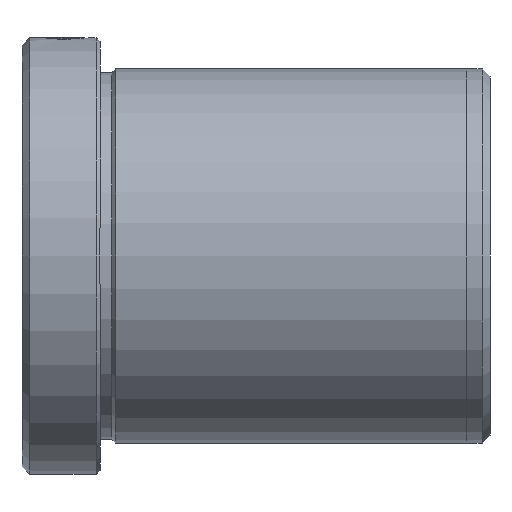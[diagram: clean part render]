
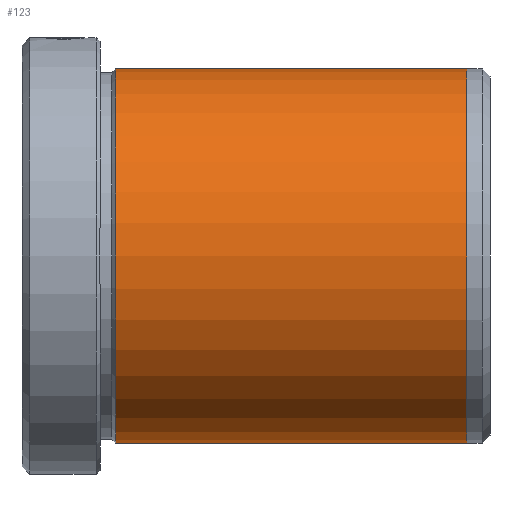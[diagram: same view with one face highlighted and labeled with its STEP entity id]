
A CAD part, left-side view. The second image highlights one B-rep face of the part: STEP entity #123.
In plain terms, the highlighted cylindrical face has radius 24 mm (diameter 48 mm), a partial arc.
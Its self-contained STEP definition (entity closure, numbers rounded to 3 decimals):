
#76 = ORIENTED_EDGE ( 'NONE', *, *, #1135, .F. ) ;
#87 = VECTOR ( 'NONE', #1156, 1000. ) ;
#123 = ADVANCED_FACE ( 'NONE', ( #734 ), #1764, .T. ) ;
#126 = DIRECTION ( 'NONE',  ( 0., 1., 0. ) ) ;
#151 = CARTESIAN_POINT ( 'NONE',  ( 0., 0., 0. ) ) ;
#234 = VERTEX_POINT ( 'NONE', #1334 ) ;
#305 = CARTESIAN_POINT ( 'NONE',  ( 0., 0., -24. ) ) ;
#344 = VECTOR ( 'NONE', #1521, 1000. ) ;
#433 = CARTESIAN_POINT ( 'NONE',  ( 0., -12., 0. ) ) ;
#456 = CARTESIAN_POINT ( 'NONE',  ( 0., -57., 0. ) ) ;
#462 = LINE ( 'NONE', #305, #87 ) ;
#532 = CIRCLE ( 'NONE', #729, 24. ) ;
#576 = VERTEX_POINT ( 'NONE', #840 ) ;
#578 = DIRECTION ( 'NONE',  ( 0., 0., 1. ) ) ;
#599 = DIRECTION ( 'NONE',  ( 0., 0., -1. ) ) ;
#692 = VERTEX_POINT ( 'NONE', #1436 ) ;
#729 = AXIS2_PLACEMENT_3D ( 'NONE', #433, #1414, #578 ) ;
#734 = FACE_OUTER_BOUND ( 'NONE', #910, .T. ) ;
#743 = CARTESIAN_POINT ( 'NONE',  ( 0., -57., -24. ) ) ;
#750 = CIRCLE ( 'NONE', #1225, 24. ) ;
#840 = CARTESIAN_POINT ( 'NONE',  ( 0., -12., 24. ) ) ;
#910 = EDGE_LOOP ( 'NONE', ( #76, #1610, #1028, #1305 ) ) ;
#1025 = DIRECTION ( 'NONE',  ( 0., 0., 1. ) ) ;
#1028 = ORIENTED_EDGE ( 'NONE', *, *, #1587, .T. ) ;
#1059 = LINE ( 'NONE', #1381, #344 ) ;
#1135 = EDGE_CURVE ( 'NONE', #1150, #234, #462, .T. ) ;
#1150 = VERTEX_POINT ( 'NONE', #743 ) ;
#1156 = DIRECTION ( 'NONE',  ( 0., 1., 0. ) ) ;
#1225 = AXIS2_PLACEMENT_3D ( 'NONE', #456, #1439, #599 ) ;
#1256 = EDGE_CURVE ( 'NONE', #692, #1150, #750, .T. ) ;
#1305 = ORIENTED_EDGE ( 'NONE', *, *, #1673, .F. ) ;
#1334 = CARTESIAN_POINT ( 'NONE',  ( 0., -12., -24. ) ) ;
#1339 = AXIS2_PLACEMENT_3D ( 'NONE', #151, #126, #1025 ) ;
#1381 = CARTESIAN_POINT ( 'NONE',  ( 0., 0., 24. ) ) ;
#1414 = DIRECTION ( 'NONE',  ( 0., 1., 0. ) ) ;
#1436 = CARTESIAN_POINT ( 'NONE',  ( 0., -57., 24. ) ) ;
#1439 = DIRECTION ( 'NONE',  ( 0., -1., 0. ) ) ;
#1521 = DIRECTION ( 'NONE',  ( 0., 1., 0. ) ) ;
#1587 = EDGE_CURVE ( 'NONE', #692, #576, #1059, .T. ) ;
#1610 = ORIENTED_EDGE ( 'NONE', *, *, #1256, .F. ) ;
#1673 = EDGE_CURVE ( 'NONE', #234, #576, #532, .T. ) ;
#1764 = CYLINDRICAL_SURFACE ( 'NONE', #1339, 24. ) ;
